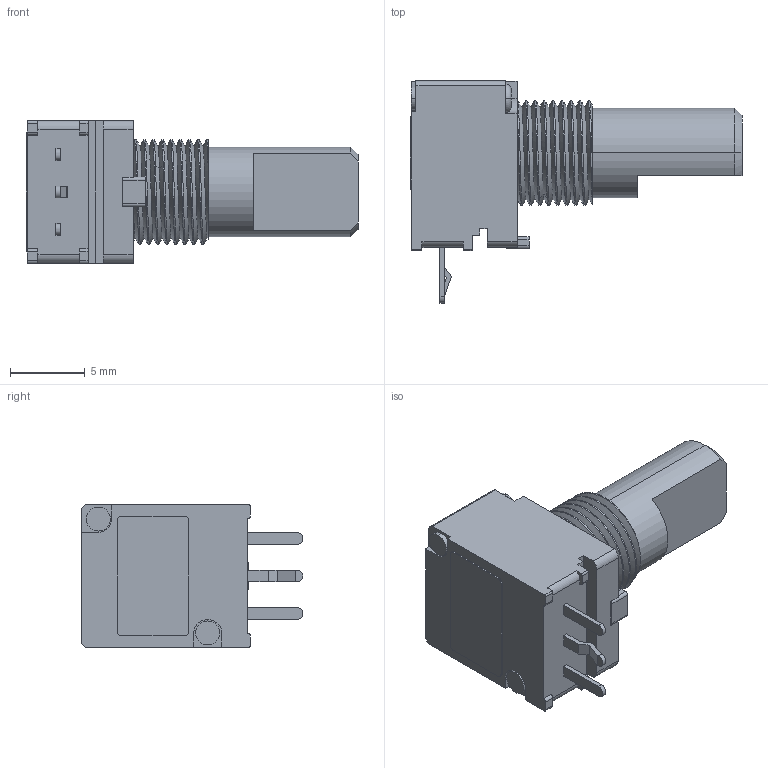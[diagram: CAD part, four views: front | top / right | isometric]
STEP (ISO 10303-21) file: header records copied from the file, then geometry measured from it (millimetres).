
FILE_DESCRIPTION((''),'2;1');
FILE_NAME('PTD901','2019-07-24T',('lijun'),(''),'PRO/ENGINEER BY PARAMETRIC TECHNOLOGY CORPORATION, 2008380','PRO/ENGINEER BY PARAMETRIC TECHNOLOGY CORPORATION, 2008380','');
FILE_SCHEMA(('CONFIG_CONTROL_DESIGN'));
Length unit declared in the file: millimetre
Products named in the file (1): PTD901
Bounding box: 22.15 x 14.8 x 9.5 mm (x, y, z)
Volume: 1147.1 mm3; surface area: 947.6 mm2
Topology: 1 solids, 3 shells, 154 faces, 407 edges, 267 vertices
Faces by surface type: plane 83, cylinder 53, torus 8, bspline 7, cone 3
Entity records: 6670 total; most frequent: CARTESIAN_POINT 2809, ORIENTED_EDGE 814, DIRECTION 765, EDGE_CURVE 407, VERTEX_POINT 267, VECTOR 257, LINE 257, AXIS2_PLACEMENT_3D 254
